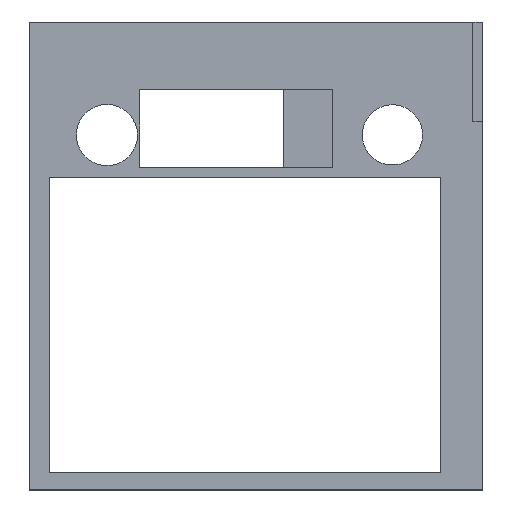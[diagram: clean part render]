
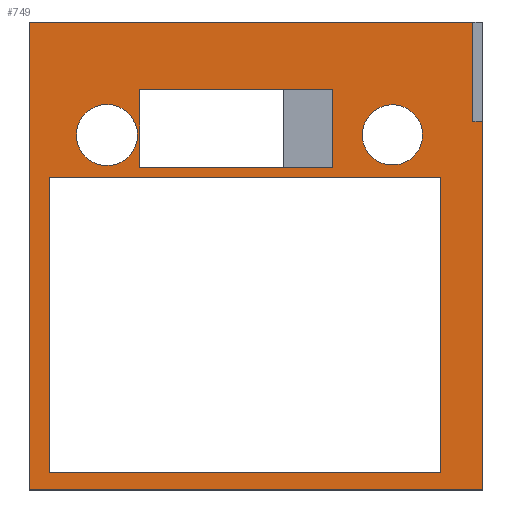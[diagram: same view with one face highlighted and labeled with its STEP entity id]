
A CAD part, top view. The second image highlights one B-rep face of the part: STEP entity #749.
In plain terms, the highlighted planar face has unit normal (0, 0, 1).
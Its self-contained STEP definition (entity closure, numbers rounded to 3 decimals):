
#16=CIRCLE('',#774,6.204);
#17=CIRCLE('',#780,6.104);
#19=CIRCLE('',#784,6.132);
#30=FACE_BOUND('',#113,.T.);
#31=FACE_BOUND('',#114,.T.);
#32=FACE_BOUND('',#115,.T.);
#33=FACE_BOUND('',#116,.T.);
#68=FACE_OUTER_BOUND('',#112,.T.);
#112=EDGE_LOOP('',(#647,#648,#649,#650,#651,#652));
#113=EDGE_LOOP('',(#653,#654,#655,#656));
#114=EDGE_LOOP('',(#657,#658,#659,#660));
#115=EDGE_LOOP('',(#661));
#116=EDGE_LOOP('',(#662,#663,#664,#665));
#123=LINE('',#993,#218);
#126=LINE('',#999,#221);
#127=LINE('',#1002,#222);
#130=LINE('',#1007,#225);
#151=LINE('',#1051,#246);
#155=LINE('',#1059,#250);
#160=LINE('',#1069,#255);
#179=LINE('',#1105,#274);
#181=LINE('',#1109,#276);
#190=LINE('',#1133,#285);
#195=LINE('',#1147,#290);
#206=LINE('',#1172,#301);
#208=LINE('',#1176,#303);
#210=LINE('',#1182,#305);
#211=LINE('',#1184,#306);
#212=LINE('',#1185,#307);
#218=VECTOR('',#806,10.);
#221=VECTOR('',#811,10.);
#222=VECTOR('',#814,10.);
#225=VECTOR('',#819,10.);
#246=VECTOR('',#844,10.);
#250=VECTOR('',#850,10.);
#255=VECTOR('',#859,10.);
#274=VECTOR('',#892,10.);
#276=VECTOR('',#896,10.);
#285=VECTOR('',#919,10.);
#290=VECTOR('',#932,10.);
#301=VECTOR('',#959,10.);
#303=VECTOR('',#965,10.);
#305=VECTOR('',#973,10.);
#306=VECTOR('',#974,10.);
#307=VECTOR('',#975,10.);
#311=VERTEX_POINT('',#987);
#313=VERTEX_POINT('',#991);
#315=VERTEX_POINT('',#997);
#316=VERTEX_POINT('',#1001);
#337=VERTEX_POINT('',#1049);
#338=VERTEX_POINT('',#1050);
#341=VERTEX_POINT('',#1058);
#344=VERTEX_POINT('',#1068);
#353=VERTEX_POINT('',#1101);
#354=VERTEX_POINT('',#1103);
#355=VERTEX_POINT('',#1107);
#357=VERTEX_POINT('',#1113);
#362=VERTEX_POINT('',#1131);
#363=VERTEX_POINT('',#1132);
#366=VERTEX_POINT('',#1140);
#368=VERTEX_POINT('',#1146);
#374=VERTEX_POINT('',#1171);
#375=VERTEX_POINT('',#1181);
#376=VERTEX_POINT('',#1183);
#380=EDGE_CURVE('',#313,#311,#123,.T.);
#383=EDGE_CURVE('',#315,#313,#126,.T.);
#384=EDGE_CURVE('',#311,#316,#127,.T.);
#387=EDGE_CURVE('',#315,#316,#130,.T.);
#408=EDGE_CURVE('',#337,#338,#151,.T.);
#412=EDGE_CURVE('',#338,#341,#155,.T.);
#417=EDGE_CURVE('',#337,#344,#160,.T.);
#436=EDGE_CURVE('',#354,#353,#179,.T.);
#438=EDGE_CURVE('',#354,#355,#181,.T.);
#441=EDGE_CURVE('',#357,#357,#16,.T.);
#449=EDGE_CURVE('',#362,#363,#190,.T.);
#453=EDGE_CURVE('',#363,#366,#17,.T.);
#456=EDGE_CURVE('',#366,#368,#195,.T.);
#459=EDGE_CURVE('',#368,#362,#19,.T.);
#469=EDGE_CURVE('',#374,#353,#206,.T.);
#471=EDGE_CURVE('',#374,#355,#208,.T.);
#473=EDGE_CURVE('',#375,#341,#210,.T.);
#474=EDGE_CURVE('',#375,#376,#211,.T.);
#475=EDGE_CURVE('',#376,#344,#212,.T.);
#647=ORIENTED_EDGE('',*,*,#473,.F.);
#648=ORIENTED_EDGE('',*,*,#474,.T.);
#649=ORIENTED_EDGE('',*,*,#475,.T.);
#650=ORIENTED_EDGE('',*,*,#417,.F.);
#651=ORIENTED_EDGE('',*,*,#408,.T.);
#652=ORIENTED_EDGE('',*,*,#412,.T.);
#653=ORIENTED_EDGE('',*,*,#383,.F.);
#654=ORIENTED_EDGE('',*,*,#387,.T.);
#655=ORIENTED_EDGE('',*,*,#384,.F.);
#656=ORIENTED_EDGE('',*,*,#380,.F.);
#657=ORIENTED_EDGE('',*,*,#471,.F.);
#658=ORIENTED_EDGE('',*,*,#469,.T.);
#659=ORIENTED_EDGE('',*,*,#436,.F.);
#660=ORIENTED_EDGE('',*,*,#438,.T.);
#661=ORIENTED_EDGE('',*,*,#441,.T.);
#662=ORIENTED_EDGE('',*,*,#459,.T.);
#663=ORIENTED_EDGE('',*,*,#449,.T.);
#664=ORIENTED_EDGE('',*,*,#453,.T.);
#665=ORIENTED_EDGE('',*,*,#456,.T.);
#711=PLANE('',#795);
#749=ADVANCED_FACE('',(#68,#30,#31,#32,#33),#711,.F.);
#774=AXIS2_PLACEMENT_3D('',#1115,#902,#903);
#780=AXIS2_PLACEMENT_3D('',#1141,#925,#926);
#784=AXIS2_PLACEMENT_3D('',#1152,#937,#938);
#795=AXIS2_PLACEMENT_3D('',#1180,#971,#972);
#806=DIRECTION('',(1.,0.,0.));
#811=DIRECTION('',(0.,-1.,0.));
#814=DIRECTION('',(0.,1.,0.));
#819=DIRECTION('',(1.,0.,0.));
#844=DIRECTION('',(-1.,0.,0.));
#850=DIRECTION('',(0.,1.,0.));
#859=DIRECTION('',(0.,-1.,0.));
#892=DIRECTION('',(1.,0.,0.));
#896=DIRECTION('',(0.,1.,0.));
#902=DIRECTION('center_axis',(0.,0.,-1.));
#903=DIRECTION('ref_axis',(-1.,0.,0.));
#919=DIRECTION('',(0.,-1.,0.));
#925=DIRECTION('center_axis',(0.,0.,-1.));
#926=DIRECTION('ref_axis',(0.106,-0.994,0.));
#932=DIRECTION('',(-1.,0.,0.));
#937=DIRECTION('center_axis',(0.,0.,-1.));
#938=DIRECTION('ref_axis',(0.994,0.109,0.));
#959=DIRECTION('',(0.,-1.,0.));
#965=DIRECTION('',(-1.,0.,0.));
#971=DIRECTION('center_axis',(0.,0.,-1.));
#972=DIRECTION('ref_axis',(1.,0.,0.));
#973=DIRECTION('',(1.,0.,0.));
#974=DIRECTION('',(0.,-1.,0.));
#975=DIRECTION('',(1.,0.,0.));
#987=CARTESIAN_POINT('',(86.5,30.5,-2.3));
#991=CARTESIAN_POINT('',(7.,30.5,-2.3));
#993=CARTESIAN_POINT('',(92.,30.5,-2.3));
#997=CARTESIAN_POINT('',(7.,90.515,-2.3));
#999=CARTESIAN_POINT('',(7.,122.,-2.3));
#1001=CARTESIAN_POINT('',(86.5,90.515,-2.3));
#1002=CARTESIAN_POINT('',(86.5,27.,-2.3));
#1007=CARTESIAN_POINT('',(67.75,90.515,-2.3));
#1049=CARTESIAN_POINT('',(95.,101.801,-2.3));
#1050=CARTESIAN_POINT('',(93.,101.801,-2.3));
#1051=CARTESIAN_POINT('',(92.5,101.801,-2.3));
#1058=CARTESIAN_POINT('',(93.,122.,-2.3));
#1059=CARTESIAN_POINT('',(93.,122.,-2.3));
#1068=CARTESIAN_POINT('',(95.,27.,-2.3));
#1069=CARTESIAN_POINT('',(95.,122.,-2.3));
#1101=CARTESIAN_POINT('',(64.599,92.464,-2.3));
#1103=CARTESIAN_POINT('',(25.4,92.464,-2.3));
#1105=CARTESIAN_POINT('',(37.75,92.464,-2.3));
#1107=CARTESIAN_POINT('',(25.4,108.3,-2.3));
#1109=CARTESIAN_POINT('',(25.4,91.4,-2.3));
#1113=CARTESIAN_POINT('',(24.937,99.056,-2.3));
#1115=CARTESIAN_POINT('Origin',(18.733,99.056,-2.3));
#1131=CARTESIAN_POINT('',(82.799,99.737,-2.3));
#1132=CARTESIAN_POINT('',(82.799,98.751,-2.3));
#1133=CARTESIAN_POINT('',(82.799,93.,-2.3));
#1140=CARTESIAN_POINT('',(77.353,93.,-2.3));
#1141=CARTESIAN_POINT('Origin',(76.703,99.069,-2.3));
#1146=CARTESIAN_POINT('',(75.827,93.,-2.3));
#1147=CARTESIAN_POINT('',(70.5,93.,-2.3));
#1152=CARTESIAN_POINT('Origin',(76.703,99.069,-2.3));
#1171=CARTESIAN_POINT('',(64.599,108.3,-2.3));
#1172=CARTESIAN_POINT('',(64.599,108.3,-2.3));
#1176=CARTESIAN_POINT('',(4.5,108.3,-2.3));
#1180=CARTESIAN_POINT('Origin',(47.5,74.5,-2.3));
#1181=CARTESIAN_POINT('',(3.,122.,-2.3));
#1182=CARTESIAN_POINT('',(3.,122.,-2.3));
#1183=CARTESIAN_POINT('',(3.,27.,-2.3));
#1184=CARTESIAN_POINT('',(3.,30.,-2.3));
#1185=CARTESIAN_POINT('',(92.,27.,-2.3));
